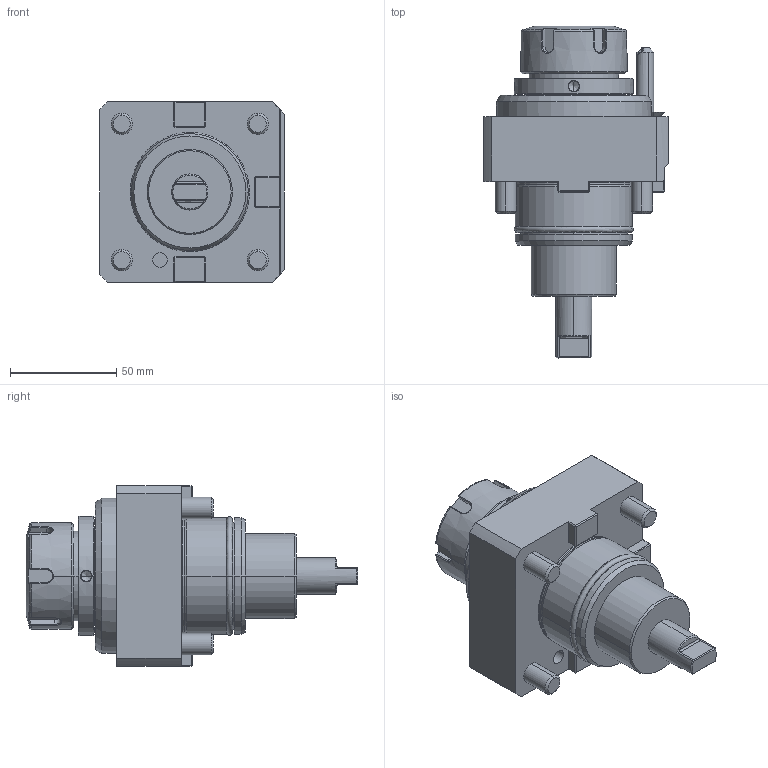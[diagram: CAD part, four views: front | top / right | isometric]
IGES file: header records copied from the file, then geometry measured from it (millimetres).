
Start section:  PTC IGES file: ngt2_55_101_32_1_em1.igs
Global section: file name: ngt2_55_101_32_1_em1.igs; native system: Pro/ENGINEER by Parametric Technology Corporation; preprocessor: 2010280; author: vali; organization: Unknown; date: 20230925.103514; units: millimetre
Bounding box: 87 x 156.1 x 85 mm (x, y, z)
Volume: 438438.7 mm3; surface area: 52079.7 mm2
Topology: 2 solids, 2 shells, 306 faces, 758 edges, 468 vertices
Faces by surface type: bspline 168, revolution 138
